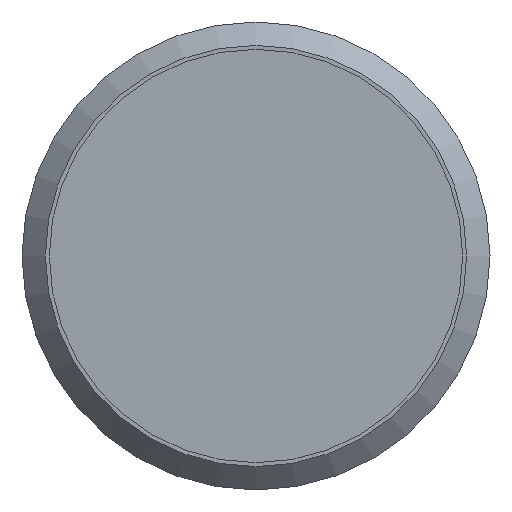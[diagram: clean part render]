
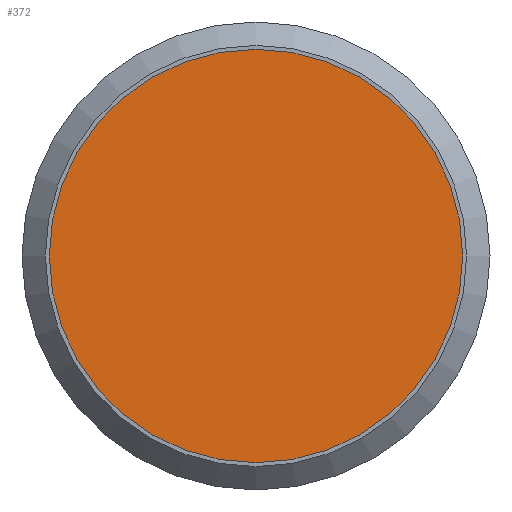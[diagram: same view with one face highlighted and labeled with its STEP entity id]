
A CAD part, front view. The second image highlights one B-rep face of the part: STEP entity #372.
In plain terms, the highlighted planar face has unit normal (0, -1, 0).
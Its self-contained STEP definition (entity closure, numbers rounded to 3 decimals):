
#30=PLANE('',#425);
#44=FACE_OUTER_BOUND('',#69,.T.);
#69=EDGE_LOOP('',(#260));
#134=CIRCLE('',#426,5.3);
#161=VERTEX_POINT('',#611);
#198=EDGE_CURVE('',#161,#161,#134,.T.);
#260=ORIENTED_EDGE('',*,*,#198,.T.);
#372=ADVANCED_FACE('',(#44),#30,.T.);
#425=AXIS2_PLACEMENT_3D('',#610,#497,#498);
#426=AXIS2_PLACEMENT_3D('',#612,#499,#500);
#497=DIRECTION('center_axis',(0.,-1.,0.));
#498=DIRECTION('ref_axis',(0.,0.,-1.));
#499=DIRECTION('center_axis',(0.,-1.,0.));
#500=DIRECTION('ref_axis',(1.,0.,0.));
#610=CARTESIAN_POINT('Origin',(2.55,-1.,0.));
#611=CARTESIAN_POINT('',(-5.3,-1.,0.));
#612=CARTESIAN_POINT('Origin',(0.,-1.,0.));
